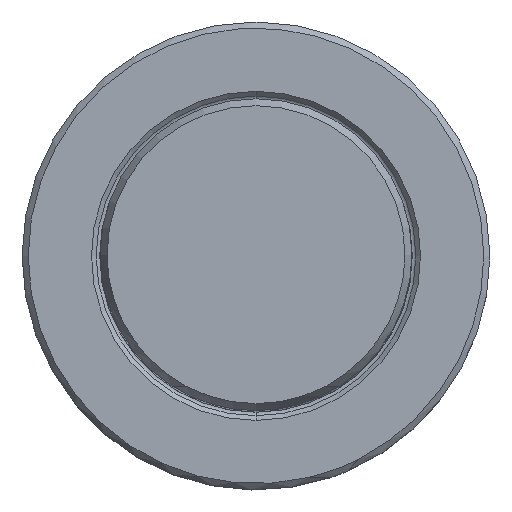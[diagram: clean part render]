
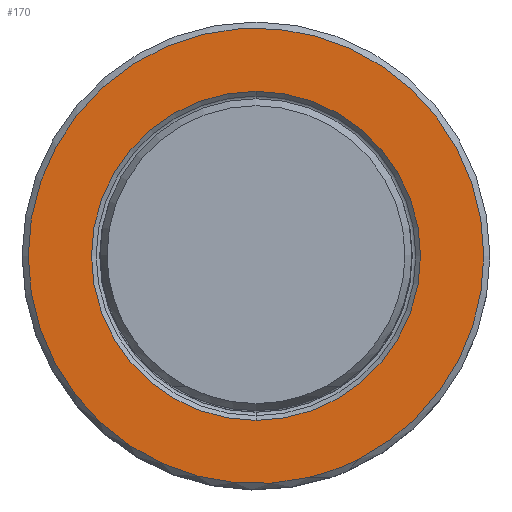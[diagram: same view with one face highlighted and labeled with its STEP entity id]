
A CAD part, top view. The second image highlights one B-rep face of the part: STEP entity #170.
In plain terms, the highlighted planar face has unit normal (0, 0, 1).
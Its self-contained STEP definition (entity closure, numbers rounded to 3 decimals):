
#30=FACE_BOUND('',#309,.T.);
#31=FACE_BOUND('',#310,.T.);
#42=PLANE('',#1300);
#170=ADVANCED_FACE('',(#30,#31),#42,.F.);
#309=EDGE_LOOP('',(#547,#548,#549,#550,#551));
#310=EDGE_LOOP('',(#552,#553));
#547=ORIENTED_EDGE('',*,*,#809,.F.);
#548=ORIENTED_EDGE('',*,*,#810,.F.);
#549=ORIENTED_EDGE('',*,*,#811,.F.);
#550=ORIENTED_EDGE('',*,*,#812,.F.);
#551=ORIENTED_EDGE('',*,*,#813,.F.);
#552=ORIENTED_EDGE('',*,*,#808,.F.);
#553=ORIENTED_EDGE('',*,*,#814,.F.);
#674=VERTEX_POINT('',#2597);
#675=VERTEX_POINT('',#2599);
#676=VERTEX_POINT('',#2603);
#677=VERTEX_POINT('',#2604);
#678=VERTEX_POINT('',#2606);
#679=VERTEX_POINT('',#2608);
#680=VERTEX_POINT('',#2610);
#808=EDGE_CURVE('',#675,#674,#965,.T.);
#809=EDGE_CURVE('',#676,#677,#966,.T.);
#810=EDGE_CURVE('',#678,#676,#967,.T.);
#811=EDGE_CURVE('',#679,#678,#968,.T.);
#812=EDGE_CURVE('',#680,#679,#969,.T.);
#813=EDGE_CURVE('',#677,#680,#970,.T.);
#814=EDGE_CURVE('',#674,#675,#971,.T.);
#965=CIRCLE('',#1292,13.4);
#966=CIRCLE('',#1294,18.55);
#967=CIRCLE('',#1295,18.55);
#968=CIRCLE('',#1296,18.55);
#969=CIRCLE('',#1297,18.55);
#970=CIRCLE('',#1298,18.55);
#971=CIRCLE('',#1299,13.4);
#1292=AXIS2_PLACEMENT_3D('',#2600,#1600,#1601);
#1294=AXIS2_PLACEMENT_3D('',#2602,#1604,#1605);
#1295=AXIS2_PLACEMENT_3D('',#2605,#1606,#1607);
#1296=AXIS2_PLACEMENT_3D('',#2607,#1608,#1609);
#1297=AXIS2_PLACEMENT_3D('',#2609,#1610,#1611);
#1298=AXIS2_PLACEMENT_3D('',#2611,#1612,#1613);
#1299=AXIS2_PLACEMENT_3D('',#2612,#1614,#1615);
#1300=AXIS2_PLACEMENT_3D('',#2613,#1616,#1617);
#1600=DIRECTION('',(0.,0.,1.));
#1601=DIRECTION('',(0.,1.,0.));
#1604=DIRECTION('',(0.,0.,-1.));
#1605=DIRECTION('',(1.,0.,0.));
#1606=DIRECTION('',(0.,0.,-1.));
#1607=DIRECTION('',(-0.231,0.973,0.));
#1608=DIRECTION('',(0.,0.,-1.));
#1609=DIRECTION('',(-1.,0.,0.));
#1610=DIRECTION('',(0.,0.,-1.));
#1611=DIRECTION('',(0.231,-0.973,0.));
#1612=DIRECTION('',(0.,0.,-1.));
#1613=DIRECTION('',(0.454,-0.891,0.));
#1614=DIRECTION('',(0.,0.,1.));
#1615=DIRECTION('',(0.,-1.,0.));
#1616=DIRECTION('',(0.,0.,-1.));
#1617=DIRECTION('',(0.,-1.,0.));
#2597=CARTESIAN_POINT('',(0.,-13.4,0.));
#2599=CARTESIAN_POINT('',(0.,13.4,0.));
#2600=CARTESIAN_POINT('',(0.,0.,0.));
#2602=CARTESIAN_POINT('',(0.,0.,0.));
#2603=CARTESIAN_POINT('',(18.55,0.,0.));
#2604=CARTESIAN_POINT('',(8.428,-16.525,0.));
#2605=CARTESIAN_POINT('',(0.,0.,0.));
#2606=CARTESIAN_POINT('',(-4.278,18.05,0.));
#2607=CARTESIAN_POINT('',(0.,0.,0.));
#2608=CARTESIAN_POINT('',(-18.55,0.,0.));
#2609=CARTESIAN_POINT('',(0.,0.,0.));
#2610=CARTESIAN_POINT('',(4.278,-18.05,0.));
#2611=CARTESIAN_POINT('',(0.,0.,0.));
#2612=CARTESIAN_POINT('',(0.,0.,0.));
#2613=CARTESIAN_POINT('',(0.,0.,0.));
